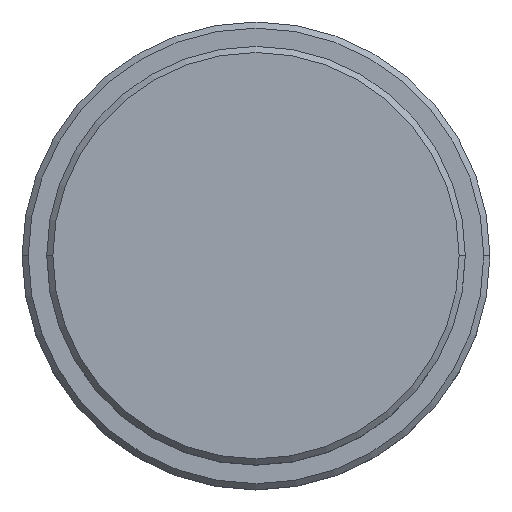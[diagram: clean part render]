
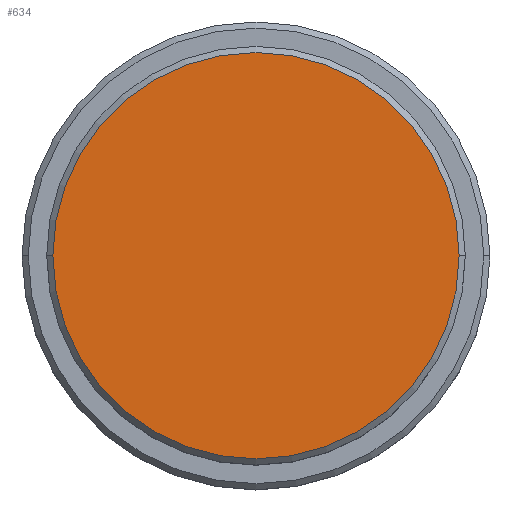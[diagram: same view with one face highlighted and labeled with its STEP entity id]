
A CAD part, top view. The second image highlights one B-rep face of the part: STEP entity #634.
In plain terms, the highlighted planar face has unit normal (0, 0, 1).
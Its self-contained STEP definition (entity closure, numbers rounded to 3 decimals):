
#100 = ORIENTED_EDGE ( 'NONE', *, *, #849, .T. ) ;
#206 = DIRECTION ( 'NONE',  ( 0., 0., 1. ) ) ;
#217 = AXIS2_PLACEMENT_3D ( 'NONE', #454, #896, #358 ) ;
#351 = AXIS2_PLACEMENT_3D ( 'NONE', #1067, #206, #525 ) ;
#358 = DIRECTION ( 'NONE',  ( 1., 0., 0. ) ) ;
#422 = CARTESIAN_POINT ( 'NONE',  ( 0., 0., 0. ) ) ;
#425 = DIRECTION ( 'NONE',  ( 0., 0., 1. ) ) ;
#454 = CARTESIAN_POINT ( 'NONE',  ( 0., 0., 0. ) ) ;
#525 = DIRECTION ( 'NONE',  ( 1., 0., 0. ) ) ;
#609 = VERTEX_POINT ( 'NONE', #640 ) ;
#634 = ADVANCED_FACE ( 'NONE', ( #861 ), #1411, .T. ) ;
#640 = CARTESIAN_POINT ( 'NONE',  ( 16.5, 0., 0. ) ) ;
#693 = CIRCLE ( 'NONE', #1053, 16.5 ) ;
#743 = EDGE_CURVE ( 'NONE', #1417, #609, #693, .T. ) ;
#762 = DIRECTION ( 'NONE',  ( 1., 0., 0. ) ) ;
#770 = CIRCLE ( 'NONE', #217, 16.5 ) ;
#785 = ORIENTED_EDGE ( 'NONE', *, *, #743, .T. ) ;
#849 = EDGE_CURVE ( 'NONE', #609, #1417, #770, .T. ) ;
#861 = FACE_OUTER_BOUND ( 'NONE', #1104, .T. ) ;
#896 = DIRECTION ( 'NONE',  ( 0., 0., 1. ) ) ;
#1053 = AXIS2_PLACEMENT_3D ( 'NONE', #422, #425, #762 ) ;
#1067 = CARTESIAN_POINT ( 'NONE',  ( 0., 0., 0. ) ) ;
#1104 = EDGE_LOOP ( 'NONE', ( #785, #100 ) ) ;
#1110 = CARTESIAN_POINT ( 'NONE',  ( -16.5, 0., 0. ) ) ;
#1411 = PLANE ( 'NONE',  #351 ) ;
#1417 = VERTEX_POINT ( 'NONE', #1110 ) ;
